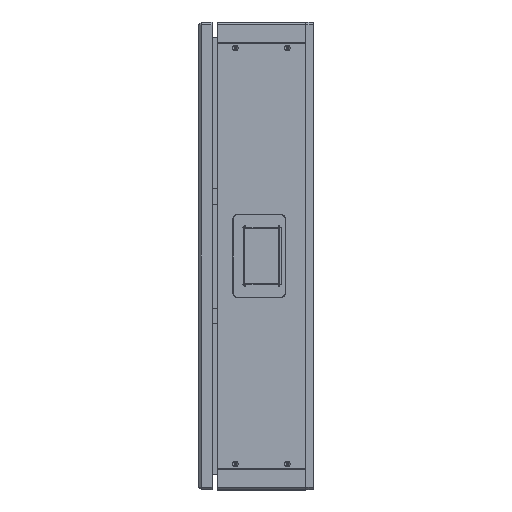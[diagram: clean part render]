
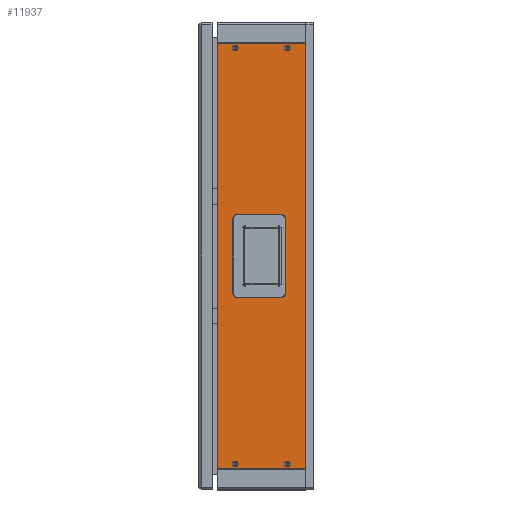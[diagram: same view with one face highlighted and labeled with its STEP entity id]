
A CAD part, left-side view. The second image highlights one B-rep face of the part: STEP entity #11937.
In plain terms, the highlighted planar face has unit normal (-1, 0, 0).
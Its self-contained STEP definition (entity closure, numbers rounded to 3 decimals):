
#34 = VECTOR ( 'NONE', #12949, 1000. ) ;
#121 = ORIENTED_EDGE ( 'NONE', *, *, #20966, .F. ) ;
#371 = AXIS2_PLACEMENT_3D ( 'NONE', #38731, #26702, #7235 ) ;
#467 = DIRECTION ( 'NONE',  ( -1., 0., 0. ) ) ;
#804 = LINE ( 'NONE', #15906, #41170 ) ;
#912 = CARTESIAN_POINT ( 'NONE',  ( -708.27, 249.965, 1258.994 ) ) ;
#2170 = EDGE_CURVE ( 'NONE', #9632, #12633, #44548, .T. ) ;
#2305 = LINE ( 'NONE', #6885, #2921 ) ;
#2921 = VECTOR ( 'NONE', #46326, 1000. ) ;
#3106 = CARTESIAN_POINT ( 'NONE',  ( -708.27, 249.965, 929.994 ) ) ;
#3303 = DIRECTION ( 'NONE',  ( 0., 0., -1. ) ) ;
#3417 = DIRECTION ( 'NONE',  ( 0., 0., 1. ) ) ;
#3567 = LINE ( 'NONE', #31441, #33346 ) ;
#3654 = EDGE_CURVE ( 'NONE', #41947, #14963, #32321, .T. ) ;
#3767 = CARTESIAN_POINT ( 'NONE',  ( -708.27, 120.565, 1249.494 ) ) ;
#4158 = FACE_BOUND ( 'NONE', #22652, .T. ) ;
#4451 = CARTESIAN_POINT ( 'NONE',  ( -708.27, 220.565, 1249.494 ) ) ;
#4900 = DIRECTION ( 'NONE',  ( -1., 0., 0. ) ) ;
#5214 = CIRCLE ( 'NONE', #32198, 5.6 ) ;
#5423 = CARTESIAN_POINT ( 'NONE',  ( -708.27, 249.965, 439.994 ) ) ;
#5749 = LINE ( 'NONE', #49022, #44560 ) ;
#6031 = ORIENTED_EDGE ( 'NONE', *, *, #2170, .F. ) ;
#6122 = VECTOR ( 'NONE', #37682, 1000. ) ;
#6160 = CARTESIAN_POINT ( 'NONE',  ( -708.27, 209.965, 929.994 ) ) ;
#6885 = CARTESIAN_POINT ( 'NONE',  ( -708.27, 79.965, 1258.994 ) ) ;
#7086 = CARTESIAN_POINT ( 'NONE',  ( -708.27, 219.965, 919.994 ) ) ;
#7235 = DIRECTION ( 'NONE',  ( 0., 0., -1. ) ) ;
#7851 = CARTESIAN_POINT ( 'NONE',  ( -708.27, 249.965, 1258.994 ) ) ;
#7985 = EDGE_CURVE ( 'NONE', #14963, #42714, #16140, .T. ) ;
#8273 = DIRECTION ( 'NONE',  ( 0., 0., 1. ) ) ;
#8654 = DIRECTION ( 'NONE',  ( -1., 0., 0. ) ) ;
#9138 = EDGE_CURVE ( 'NONE', #43012, #9632, #26672, .T. ) ;
#9632 = VERTEX_POINT ( 'NONE', #6160 ) ;
#9763 = EDGE_CURVE ( 'NONE', #42714, #28127, #46206, .T. ) ;
#10140 = CARTESIAN_POINT ( 'NONE',  ( -708.27, 128.965, 768.994 ) ) ;
#10293 = ORIENTED_EDGE ( 'NONE', *, *, #43679, .F. ) ;
#10817 = CARTESIAN_POINT ( 'NONE',  ( -708.27, 128.965, 929.994 ) ) ;
#10845 = EDGE_CURVE ( 'NONE', #27726, #27031, #3567, .T. ) ;
#11293 = DIRECTION ( 'NONE',  ( -1., 0., 0. ) ) ;
#11602 = DIRECTION ( 'NONE',  ( 1., 0., 0. ) ) ;
#11693 = CARTESIAN_POINT ( 'NONE',  ( -708.27, 209.965, 768.994 ) ) ;
#11937 = ADVANCED_FACE ( 'NONE', ( #31548, #23124, #46684, #4158, #38499, #34649 ), #47189, .F. ) ;
#12198 = DIRECTION ( 'NONE',  ( 0., 1., 0. ) ) ;
#12633 = VERTEX_POINT ( 'NONE', #7086 ) ;
#12949 = DIRECTION ( 'NONE',  ( 0., -1., 0. ) ) ;
#13354 = AXIS2_PLACEMENT_3D ( 'NONE', #31651, #47279, #12198 ) ;
#13424 = AXIS2_PLACEMENT_3D ( 'NONE', #31236, #11293, #42276 ) ;
#14144 = CIRCLE ( 'NONE', #50093, 5.6 ) ;
#14963 = VERTEX_POINT ( 'NONE', #11693 ) ;
#15387 = AXIS2_PLACEMENT_3D ( 'NONE', #43108, #11602, #3417 ) ;
#15426 = CIRCLE ( 'NONE', #22781, 10. ) ;
#15906 = CARTESIAN_POINT ( 'NONE',  ( -708.27, 249.965, 1258.994 ) ) ;
#15924 = CARTESIAN_POINT ( 'NONE',  ( -708.27, 209.965, 778.994 ) ) ;
#16140 = LINE ( 'NONE', #19232, #49415 ) ;
#16849 = CARTESIAN_POINT ( 'NONE',  ( -708.27, 214.965, 449.494 ) ) ;
#17850 = EDGE_CURVE ( 'NONE', #12633, #41947, #5749, .T. ) ;
#17906 = EDGE_LOOP ( 'NONE', ( #41720 ) ) ;
#18875 = ORIENTED_EDGE ( 'NONE', *, *, #22538, .F. ) ;
#19232 = CARTESIAN_POINT ( 'NONE',  ( -708.27, 249.965, 768.994 ) ) ;
#19477 = DIRECTION ( 'NONE',  ( -1., 0., 0. ) ) ;
#19720 = DIRECTION ( 'NONE',  ( 0., -1., 0. ) ) ;
#19946 = ORIENTED_EDGE ( 'NONE', *, *, #9138, .F. ) ;
#20775 = ORIENTED_EDGE ( 'NONE', *, *, #17850, .F. ) ;
#20966 = EDGE_CURVE ( 'NONE', #45714, #45714, #14144, .T. ) ;
#21635 = CARTESIAN_POINT ( 'NONE',  ( -708.27, 128.965, 919.994 ) ) ;
#22538 = EDGE_CURVE ( 'NONE', #48118, #43012, #15426, .T. ) ;
#22652 = EDGE_LOOP ( 'NONE', ( #10293 ) ) ;
#22781 = AXIS2_PLACEMENT_3D ( 'NONE', #21635, #36748, #28793 ) ;
#22807 = DIRECTION ( 'NONE',  ( 0., 1., 0. ) ) ;
#23124 = FACE_BOUND ( 'NONE', #29246, .T. ) ;
#23415 = VERTEX_POINT ( 'NONE', #4451 ) ;
#24101 = AXIS2_PLACEMENT_3D ( 'NONE', #34529, #467, #3303 ) ;
#24865 = CIRCLE ( 'NONE', #13424, 5.6 ) ;
#24871 = CARTESIAN_POINT ( 'NONE',  ( -708.27, 79.965, 1258.994 ) ) ;
#25340 = EDGE_LOOP ( 'NONE', ( #6031, #19946, #18875, #40444, #28739, #41586, #25403, #20775 ) ) ;
#25403 = ORIENTED_EDGE ( 'NONE', *, *, #3654, .F. ) ;
#25647 = ORIENTED_EDGE ( 'NONE', *, *, #35377, .F. ) ;
#25903 = ORIENTED_EDGE ( 'NONE', *, *, #47947, .F. ) ;
#25964 = VERTEX_POINT ( 'NONE', #24871 ) ;
#26664 = CARTESIAN_POINT ( 'NONE',  ( -708.27, 114.965, 1249.494 ) ) ;
#26672 = LINE ( 'NONE', #3106, #6122 ) ;
#26702 = DIRECTION ( 'NONE',  ( -1., 0., 0. ) ) ;
#27031 = VERTEX_POINT ( 'NONE', #5423 ) ;
#27726 = VERTEX_POINT ( 'NONE', #32254 ) ;
#27728 = LINE ( 'NONE', #43353, #49517 ) ;
#28127 = VERTEX_POINT ( 'NONE', #48330 ) ;
#28642 = EDGE_LOOP ( 'NONE', ( #31729, #36240, #25903, #30450 ) ) ;
#28739 = ORIENTED_EDGE ( 'NONE', *, *, #9763, .F. ) ;
#28793 = DIRECTION ( 'NONE',  ( 0., 0., -1. ) ) ;
#29246 = EDGE_LOOP ( 'NONE', ( #121 ) ) ;
#30450 = ORIENTED_EDGE ( 'NONE', *, *, #38629, .F. ) ;
#30805 = EDGE_CURVE ( 'NONE', #28127, #48118, #27728, .T. ) ;
#31236 = CARTESIAN_POINT ( 'NONE',  ( -708.27, 114.965, 449.494 ) ) ;
#31441 = CARTESIAN_POINT ( 'NONE',  ( -708.27, 249.965, 439.994 ) ) ;
#31548 = FACE_OUTER_BOUND ( 'NONE', #28642, .T. ) ;
#31651 = CARTESIAN_POINT ( 'NONE',  ( -708.27, 214.965, 1249.494 ) ) ;
#31729 = ORIENTED_EDGE ( 'NONE', *, *, #44380, .F. ) ;
#32198 = AXIS2_PLACEMENT_3D ( 'NONE', #26664, #19477, #22807 ) ;
#32254 = CARTESIAN_POINT ( 'NONE',  ( -708.27, 79.965, 439.994 ) ) ;
#32321 = CIRCLE ( 'NONE', #44619, 10. ) ;
#32451 = DIRECTION ( 'NONE',  ( 0., 1., 0. ) ) ;
#33346 = VECTOR ( 'NONE', #46577, 1000. ) ;
#33891 = DIRECTION ( 'NONE',  ( 0., 0., -1. ) ) ;
#34493 = CARTESIAN_POINT ( 'NONE',  ( -708.27, 120.565, 449.494 ) ) ;
#34529 = CARTESIAN_POINT ( 'NONE',  ( -708.27, 128.965, 778.994 ) ) ;
#34649 = FACE_BOUND ( 'NONE', #25340, .T. ) ;
#35374 = DIRECTION ( 'NONE',  ( 0., 0., -1. ) ) ;
#35377 = EDGE_CURVE ( 'NONE', #38855, #38855, #5214, .T. ) ;
#35416 = EDGE_CURVE ( 'NONE', #38350, #38350, #24865, .T. ) ;
#35533 = CARTESIAN_POINT ( 'NONE',  ( -708.27, 118.965, 919.994 ) ) ;
#36240 = ORIENTED_EDGE ( 'NONE', *, *, #10845, .F. ) ;
#36647 = CARTESIAN_POINT ( 'NONE',  ( -708.27, 219.965, 778.994 ) ) ;
#36748 = DIRECTION ( 'NONE',  ( -1., 0., 0. ) ) ;
#37682 = DIRECTION ( 'NONE',  ( 0., 1., 0. ) ) ;
#38350 = VERTEX_POINT ( 'NONE', #34493 ) ;
#38499 = FACE_BOUND ( 'NONE', #42611, .T. ) ;
#38629 = EDGE_CURVE ( 'NONE', #50689, #25964, #43418, .T. ) ;
#38731 = CARTESIAN_POINT ( 'NONE',  ( -708.27, 209.965, 919.994 ) ) ;
#38787 = CARTESIAN_POINT ( 'NONE',  ( -708.27, 220.565, 449.494 ) ) ;
#38855 = VERTEX_POINT ( 'NONE', #3767 ) ;
#39465 = DIRECTION ( 'NONE',  ( 0., 0., 1. ) ) ;
#40444 = ORIENTED_EDGE ( 'NONE', *, *, #30805, .F. ) ;
#41170 = VECTOR ( 'NONE', #39465, 1000. ) ;
#41586 = ORIENTED_EDGE ( 'NONE', *, *, #7985, .F. ) ;
#41720 = ORIENTED_EDGE ( 'NONE', *, *, #35416, .F. ) ;
#41947 = VERTEX_POINT ( 'NONE', #36647 ) ;
#42276 = DIRECTION ( 'NONE',  ( 0., 1., 0. ) ) ;
#42611 = EDGE_LOOP ( 'NONE', ( #25647 ) ) ;
#42714 = VERTEX_POINT ( 'NONE', #10140 ) ;
#43012 = VERTEX_POINT ( 'NONE', #10817 ) ;
#43108 = CARTESIAN_POINT ( 'NONE',  ( -708.27, 249.965, 1258.994 ) ) ;
#43353 = CARTESIAN_POINT ( 'NONE',  ( -708.27, 118.965, 1258.994 ) ) ;
#43418 = LINE ( 'NONE', #912, #34 ) ;
#43679 = EDGE_CURVE ( 'NONE', #23415, #23415, #46854, .T. ) ;
#44380 = EDGE_CURVE ( 'NONE', #27031, #50689, #804, .T. ) ;
#44548 = CIRCLE ( 'NONE', #371, 10. ) ;
#44560 = VECTOR ( 'NONE', #33891, 1000. ) ;
#44619 = AXIS2_PLACEMENT_3D ( 'NONE', #15924, #4900, #35374 ) ;
#45714 = VERTEX_POINT ( 'NONE', #38787 ) ;
#46206 = CIRCLE ( 'NONE', #24101, 10. ) ;
#46326 = DIRECTION ( 'NONE',  ( 0., 0., -1. ) ) ;
#46577 = DIRECTION ( 'NONE',  ( 0., 1., 0. ) ) ;
#46684 = FACE_BOUND ( 'NONE', #17906, .T. ) ;
#46854 = CIRCLE ( 'NONE', #13354, 5.6 ) ;
#47189 = PLANE ( 'NONE',  #15387 ) ;
#47279 = DIRECTION ( 'NONE',  ( -1., 0., 0. ) ) ;
#47947 = EDGE_CURVE ( 'NONE', #25964, #27726, #2305, .T. ) ;
#48118 = VERTEX_POINT ( 'NONE', #35533 ) ;
#48330 = CARTESIAN_POINT ( 'NONE',  ( -708.27, 118.965, 778.994 ) ) ;
#49022 = CARTESIAN_POINT ( 'NONE',  ( -708.27, 219.965, 1258.994 ) ) ;
#49415 = VECTOR ( 'NONE', #19720, 1000. ) ;
#49517 = VECTOR ( 'NONE', #8273, 1000. ) ;
#50093 = AXIS2_PLACEMENT_3D ( 'NONE', #16849, #8654, #32451 ) ;
#50689 = VERTEX_POINT ( 'NONE', #7851 ) ;
